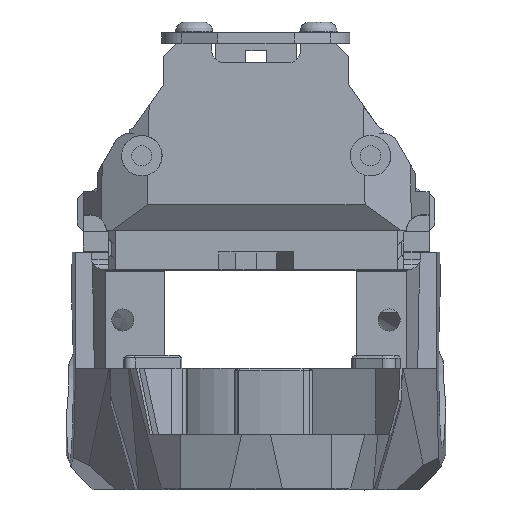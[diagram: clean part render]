
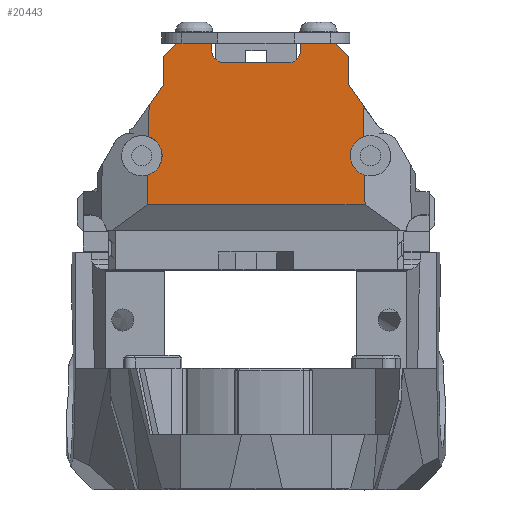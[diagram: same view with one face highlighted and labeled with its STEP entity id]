
A CAD part, top view. The second image highlights one B-rep face of the part: STEP entity #20443.
In plain terms, the highlighted face is planar.
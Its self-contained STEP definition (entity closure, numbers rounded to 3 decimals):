
#1463=CIRCLE('',#22088,3.1);
#1464=CIRCLE('',#22090,3.1);
#1465=CIRCLE('',#22092,2.);
#1466=CIRCLE('',#22093,2.);
#1467=CIRCLE('',#22094,3.1);
#1468=CIRCLE('',#22095,3.1);
#2313=FACE_OUTER_BOUND('',#3479,.T.);
#3479=EDGE_LOOP('',(#16507,#16508,#16509,#16510,#16511,#16512,#16513,#16514,
#16515,#16516,#16517,#16518,#16519,#16520,#16521,#16522,#16523,#16524,#16525,
#16526,#16527,#16528));
#5136=LINE('',#44723,#7167);
#5137=LINE('',#44725,#7168);
#5138=LINE('',#44727,#7169);
#5139=LINE('',#44729,#7170);
#5140=LINE('',#44731,#7171);
#5141=LINE('',#44733,#7172);
#5142=LINE('',#44737,#7173);
#5143=LINE('',#44741,#7174);
#5144=LINE('',#44743,#7175);
#5145=LINE('',#44745,#7176);
#5146=LINE('',#44747,#7177);
#5147=LINE('',#44749,#7178);
#5148=LINE('',#44751,#7179);
#5149=LINE('',#44757,#7180);
#5150=LINE('',#44759,#7181);
#5151=LINE('',#44760,#7182);
#7167=VECTOR('',#25902,10.);
#7168=VECTOR('',#25903,10.);
#7169=VECTOR('',#25904,10.);
#7170=VECTOR('',#25905,10.);
#7171=VECTOR('',#25906,10.);
#7172=VECTOR('',#25907,10.);
#7173=VECTOR('',#25910,10.);
#7174=VECTOR('',#25913,10.);
#7175=VECTOR('',#25914,10.);
#7176=VECTOR('',#25915,10.);
#7177=VECTOR('',#25916,10.);
#7178=VECTOR('',#25917,10.);
#7179=VECTOR('',#25918,10.);
#7180=VECTOR('',#25923,10.);
#7181=VECTOR('',#25924,10.);
#7182=VECTOR('',#25925,10.);
#9212=VERTEX_POINT('',#44714);
#9213=VERTEX_POINT('',#44716);
#9214=VERTEX_POINT('',#44718);
#9215=VERTEX_POINT('',#44722);
#9216=VERTEX_POINT('',#44724);
#9217=VERTEX_POINT('',#44726);
#9218=VERTEX_POINT('',#44728);
#9219=VERTEX_POINT('',#44730);
#9220=VERTEX_POINT('',#44732);
#9221=VERTEX_POINT('',#44734);
#9222=VERTEX_POINT('',#44736);
#9223=VERTEX_POINT('',#44738);
#9224=VERTEX_POINT('',#44740);
#9225=VERTEX_POINT('',#44742);
#9226=VERTEX_POINT('',#44744);
#9227=VERTEX_POINT('',#44746);
#9228=VERTEX_POINT('',#44748);
#9229=VERTEX_POINT('',#44750);
#9230=VERTEX_POINT('',#44752);
#9231=VERTEX_POINT('',#44754);
#9232=VERTEX_POINT('',#44756);
#9233=VERTEX_POINT('',#44758);
#11783=EDGE_CURVE('',#9213,#9212,#1463,.T.);
#11785=EDGE_CURVE('',#9212,#9214,#1464,.T.);
#11786=EDGE_CURVE('',#9215,#9214,#5136,.T.);
#11787=EDGE_CURVE('',#9215,#9216,#5137,.T.);
#11788=EDGE_CURVE('',#9216,#9217,#5138,.T.);
#11789=EDGE_CURVE('',#9217,#9218,#5139,.T.);
#11790=EDGE_CURVE('',#9218,#9219,#5140,.T.);
#11791=EDGE_CURVE('',#9219,#9220,#5141,.T.);
#11792=EDGE_CURVE('',#9220,#9221,#1465,.T.);
#11793=EDGE_CURVE('',#9221,#9222,#5142,.T.);
#11794=EDGE_CURVE('',#9222,#9223,#1466,.T.);
#11795=EDGE_CURVE('',#9223,#9224,#5143,.T.);
#11796=EDGE_CURVE('',#9224,#9225,#5144,.T.);
#11797=EDGE_CURVE('',#9225,#9226,#5145,.T.);
#11798=EDGE_CURVE('',#9226,#9227,#5146,.T.);
#11799=EDGE_CURVE('',#9227,#9228,#5147,.T.);
#11800=EDGE_CURVE('',#9229,#9228,#5148,.T.);
#11801=EDGE_CURVE('',#9229,#9230,#1467,.T.);
#11802=EDGE_CURVE('',#9230,#9231,#1468,.T.);
#11803=EDGE_CURVE('',#9232,#9231,#5149,.T.);
#11804=EDGE_CURVE('',#9232,#9233,#5150,.T.);
#11805=EDGE_CURVE('',#9213,#9233,#5151,.T.);
#16507=ORIENTED_EDGE('',*,*,#11783,.T.);
#16508=ORIENTED_EDGE('',*,*,#11785,.T.);
#16509=ORIENTED_EDGE('',*,*,#11786,.F.);
#16510=ORIENTED_EDGE('',*,*,#11787,.T.);
#16511=ORIENTED_EDGE('',*,*,#11788,.T.);
#16512=ORIENTED_EDGE('',*,*,#11789,.T.);
#16513=ORIENTED_EDGE('',*,*,#11790,.T.);
#16514=ORIENTED_EDGE('',*,*,#11791,.T.);
#16515=ORIENTED_EDGE('',*,*,#11792,.T.);
#16516=ORIENTED_EDGE('',*,*,#11793,.T.);
#16517=ORIENTED_EDGE('',*,*,#11794,.T.);
#16518=ORIENTED_EDGE('',*,*,#11795,.T.);
#16519=ORIENTED_EDGE('',*,*,#11796,.T.);
#16520=ORIENTED_EDGE('',*,*,#11797,.T.);
#16521=ORIENTED_EDGE('',*,*,#11798,.T.);
#16522=ORIENTED_EDGE('',*,*,#11799,.T.);
#16523=ORIENTED_EDGE('',*,*,#11800,.F.);
#16524=ORIENTED_EDGE('',*,*,#11801,.T.);
#16525=ORIENTED_EDGE('',*,*,#11802,.T.);
#16526=ORIENTED_EDGE('',*,*,#11803,.F.);
#16527=ORIENTED_EDGE('',*,*,#11804,.T.);
#16528=ORIENTED_EDGE('',*,*,#11805,.F.);
#19463=PLANE('',#22091);
#20443=ADVANCED_FACE('',(#2313),#19463,.T.);
#22088=AXIS2_PLACEMENT_3D('',#44717,#25894,#25895);
#22090=AXIS2_PLACEMENT_3D('',#44720,#25898,#25899);
#22091=AXIS2_PLACEMENT_3D('',#44721,#25900,#25901);
#22092=AXIS2_PLACEMENT_3D('',#44735,#25908,#25909);
#22093=AXIS2_PLACEMENT_3D('',#44739,#25911,#25912);
#22094=AXIS2_PLACEMENT_3D('',#44753,#25919,#25920);
#22095=AXIS2_PLACEMENT_3D('',#44755,#25921,#25922);
#25894=DIRECTION('center_axis',(0.,1.,0.));
#25895=DIRECTION('ref_axis',(1.,0.,0.));
#25898=DIRECTION('center_axis',(0.,1.,0.));
#25899=DIRECTION('ref_axis',(1.,0.,0.));
#25900=DIRECTION('center_axis',(0.,-1.,0.));
#25901=DIRECTION('ref_axis',(1.,0.,0.));
#25902=DIRECTION('',(0.016,0.,-1.));
#25903=DIRECTION('',(-0.574,0.,0.819));
#25904=DIRECTION('',(0.,0.,1.));
#25905=DIRECTION('',(-0.707,0.,0.707));
#25906=DIRECTION('',(-1.,0.,0.));
#25907=DIRECTION('',(0.,0.,-1.));
#25908=DIRECTION('center_axis',(0.,1.,0.));
#25909=DIRECTION('ref_axis',(0.707,0.,-0.707));
#25910=DIRECTION('',(-1.,0.,0.));
#25911=DIRECTION('center_axis',(0.,1.,0.));
#25912=DIRECTION('ref_axis',(-0.707,0.,-0.707));
#25913=DIRECTION('',(0.,0.,1.));
#25914=DIRECTION('',(-1.,0.,0.));
#25915=DIRECTION('',(-0.707,0.,-0.707));
#25916=DIRECTION('',(0.,0.,-1.));
#25917=DIRECTION('',(-0.574,0.,-0.819));
#25918=DIRECTION('',(0.016,0.,1.));
#25919=DIRECTION('center_axis',(0.,1.,0.));
#25920=DIRECTION('ref_axis',(-1.,0.,0.));
#25921=DIRECTION('center_axis',(0.,1.,0.));
#25922=DIRECTION('ref_axis',(-1.,0.,0.));
#25923=DIRECTION('',(0.016,0.,1.));
#25924=DIRECTION('',(1.,0.,0.));
#25925=DIRECTION('',(0.016,0.,-1.));
#44714=CARTESIAN_POINT('',(14.412,-151.704,93.41));
#44716=CARTESIAN_POINT('',(16.608,-151.704,90.444));
#44717=CARTESIAN_POINT('Origin',(17.512,-151.704,93.41));
#44718=CARTESIAN_POINT('',(16.516,-151.704,96.345));
#44720=CARTESIAN_POINT('Origin',(17.512,-151.704,93.41));
#44721=CARTESIAN_POINT('Origin',(-13.5,-151.704,76.912));
#44722=CARTESIAN_POINT('',(16.444,-151.704,101.028));
#44723=CARTESIAN_POINT('',(16.667,-151.704,86.666));
#44724=CARTESIAN_POINT('',(14.152,-151.704,104.301));
#44725=CARTESIAN_POINT('',(23.097,-151.704,91.526));
#44726=CARTESIAN_POINT('',(14.152,-151.704,108.636));
#44727=CARTESIAN_POINT('',(14.152,-151.704,90.6));
#44728=CARTESIAN_POINT('',(12.152,-151.704,110.636));
#44729=CARTESIAN_POINT('',(14.67,-151.704,108.118));
#44730=CARTESIAN_POINT('',(6.825,-151.704,110.636));
#44731=CARTESIAN_POINT('',(-6.744,-151.704,110.636));
#44732=CARTESIAN_POINT('',(6.825,-151.704,109.63));
#44733=CARTESIAN_POINT('',(6.825,-151.704,90.6));
#44734=CARTESIAN_POINT('',(4.825,-151.704,107.63));
#44735=CARTESIAN_POINT('Origin',(4.825,-151.704,109.63));
#44736=CARTESIAN_POINT('',(-4.8,-151.704,107.63));
#44737=CARTESIAN_POINT('',(-12.035,-151.704,107.63));
#44738=CARTESIAN_POINT('',(-6.8,-151.704,109.63));
#44739=CARTESIAN_POINT('Origin',(-4.8,-151.704,109.63));
#44740=CARTESIAN_POINT('',(-6.8,-151.704,110.636));
#44741=CARTESIAN_POINT('',(-6.8,-151.704,90.6));
#44742=CARTESIAN_POINT('',(-12.127,-151.704,110.636));
#44743=CARTESIAN_POINT('',(-6.744,-151.704,110.636));
#44744=CARTESIAN_POINT('',(-14.127,-151.704,108.636));
#44745=CARTESIAN_POINT('',(-21.401,-151.704,101.362));
#44746=CARTESIAN_POINT('',(-14.127,-151.704,104.301));
#44747=CARTESIAN_POINT('',(-14.127,-151.704,90.6));
#44748=CARTESIAN_POINT('',(-16.381,-151.704,101.082));
#44749=CARTESIAN_POINT('',(-27.517,-151.704,85.177));
#44750=CARTESIAN_POINT('',(-16.455,-151.704,96.333));
#44751=CARTESIAN_POINT('',(-16.68,-151.704,81.814));
#44752=CARTESIAN_POINT('',(-14.388,-151.704,93.41));
#44753=CARTESIAN_POINT('Origin',(-17.488,-151.704,93.41));
#44754=CARTESIAN_POINT('',(-16.546,-151.704,90.456));
#44755=CARTESIAN_POINT('Origin',(-17.488,-151.704,93.41));
#44756=CARTESIAN_POINT('',(-16.617,-151.704,85.912));
#44757=CARTESIAN_POINT('',(-16.68,-151.704,81.814));
#44758=CARTESIAN_POINT('',(16.679,-151.704,85.912));
#44759=CARTESIAN_POINT('',(12.103,-151.704,85.912));
#44760=CARTESIAN_POINT('',(16.667,-151.704,86.666));
